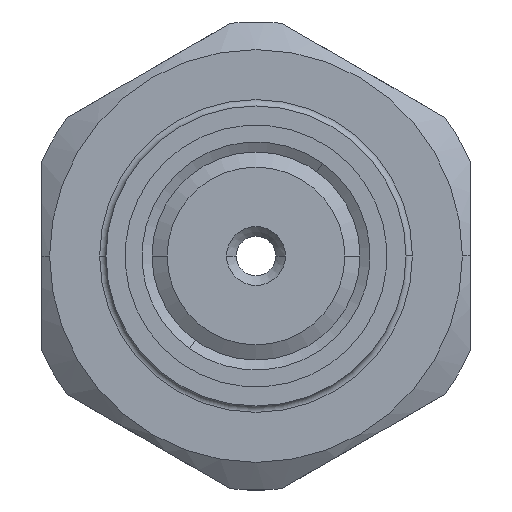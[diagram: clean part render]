
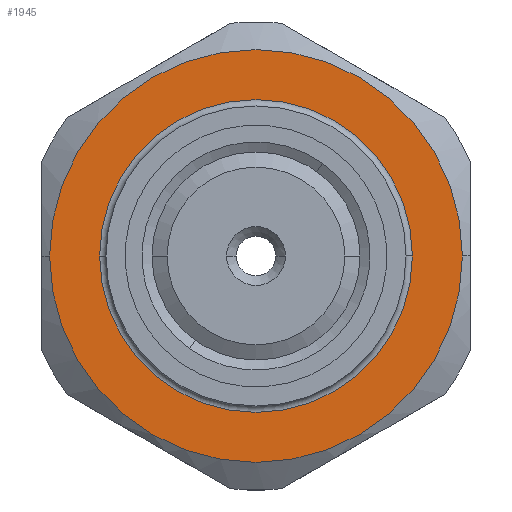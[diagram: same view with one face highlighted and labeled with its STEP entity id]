
A CAD part, front view. The second image highlights one B-rep face of the part: STEP entity #1945.
In plain terms, the highlighted planar face has unit normal (0, -1, 0).
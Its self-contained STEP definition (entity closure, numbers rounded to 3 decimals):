
#86 = ORIENTED_EDGE ( 'NONE', *, *, #3562, .F. ) ;
#93 = VERTEX_POINT ( 'NONE', #631 ) ;
#104 = AXIS2_PLACEMENT_3D ( 'NONE', #997, #4881, #4078 ) ;
#211 = DIRECTION ( 'NONE',  ( -1., 0., 0. ) ) ;
#401 = AXIS2_PLACEMENT_3D ( 'NONE', #2149, #3724, #211 ) ;
#565 = VERTEX_POINT ( 'NONE', #3331 ) ;
#631 = CARTESIAN_POINT ( 'NONE',  ( 13., 0.8, 0. ) ) ;
#679 = DIRECTION ( 'NONE',  ( 1., 0., 0. ) ) ;
#883 = VERTEX_POINT ( 'NONE', #3639 ) ;
#997 = CARTESIAN_POINT ( 'NONE',  ( 0., 0.8, 0. ) ) ;
#1021 = EDGE_CURVE ( 'NONE', #883, #2436, #5044, .T. ) ;
#1061 = FACE_OUTER_BOUND ( 'NONE', #2911, .T. ) ;
#1325 = AXIS2_PLACEMENT_3D ( 'NONE', #4340, #3990, #2825 ) ;
#1518 = EDGE_LOOP ( 'NONE', ( #2056, #3183 ) ) ;
#1574 = CARTESIAN_POINT ( 'NONE',  ( 9.85, 0.8, 0. ) ) ;
#1805 = EDGE_CURVE ( 'NONE', #2436, #883, #4418, .T. ) ;
#1900 = AXIS2_PLACEMENT_3D ( 'NONE', #2211, #2547, #4084 ) ;
#1945 = ADVANCED_FACE ( 'NONE', ( #3425, #1061 ), #4218, .T. ) ;
#2056 = ORIENTED_EDGE ( 'NONE', *, *, #1021, .T. ) ;
#2149 = CARTESIAN_POINT ( 'NONE',  ( 0., 0.8, 0. ) ) ;
#2211 = CARTESIAN_POINT ( 'NONE',  ( 0., 0.8, 0. ) ) ;
#2382 = AXIS2_PLACEMENT_3D ( 'NONE', #4171, #2631, #679 ) ;
#2436 = VERTEX_POINT ( 'NONE', #1574 ) ;
#2547 = DIRECTION ( 'NONE',  ( 0., 1., 0. ) ) ;
#2631 = DIRECTION ( 'NONE',  ( 0., -1., 0. ) ) ;
#2653 = CIRCLE ( 'NONE', #104, 13. ) ;
#2798 = CIRCLE ( 'NONE', #1900, 13. ) ;
#2825 = DIRECTION ( 'NONE',  ( -1., 0., 0. ) ) ;
#2911 = EDGE_LOOP ( 'NONE', ( #3943, #86 ) ) ;
#3183 = ORIENTED_EDGE ( 'NONE', *, *, #1805, .T. ) ;
#3331 = CARTESIAN_POINT ( 'NONE',  ( -13., 0.8, 0. ) ) ;
#3333 = EDGE_CURVE ( 'NONE', #565, #93, #2798, .T. ) ;
#3425 = FACE_BOUND ( 'NONE', #1518, .T. ) ;
#3562 = EDGE_CURVE ( 'NONE', #93, #565, #2653, .T. ) ;
#3639 = CARTESIAN_POINT ( 'NONE',  ( -9.85, 0.8, 0. ) ) ;
#3724 = DIRECTION ( 'NONE',  ( 0., 1., 0. ) ) ;
#3943 = ORIENTED_EDGE ( 'NONE', *, *, #3333, .F. ) ;
#3990 = DIRECTION ( 'NONE',  ( 0., 1., 0. ) ) ;
#4078 = DIRECTION ( 'NONE',  ( -1., 0., 0. ) ) ;
#4084 = DIRECTION ( 'NONE',  ( -1., 0., 0. ) ) ;
#4171 = CARTESIAN_POINT ( 'NONE',  ( 9.85, 0.8, 0. ) ) ;
#4218 = PLANE ( 'NONE',  #2382 ) ;
#4340 = CARTESIAN_POINT ( 'NONE',  ( 0., 0.8, 0. ) ) ;
#4418 = CIRCLE ( 'NONE', #1325, 9.85 ) ;
#4881 = DIRECTION ( 'NONE',  ( 0., 1., 0. ) ) ;
#5044 = CIRCLE ( 'NONE', #401, 9.85 ) ;
